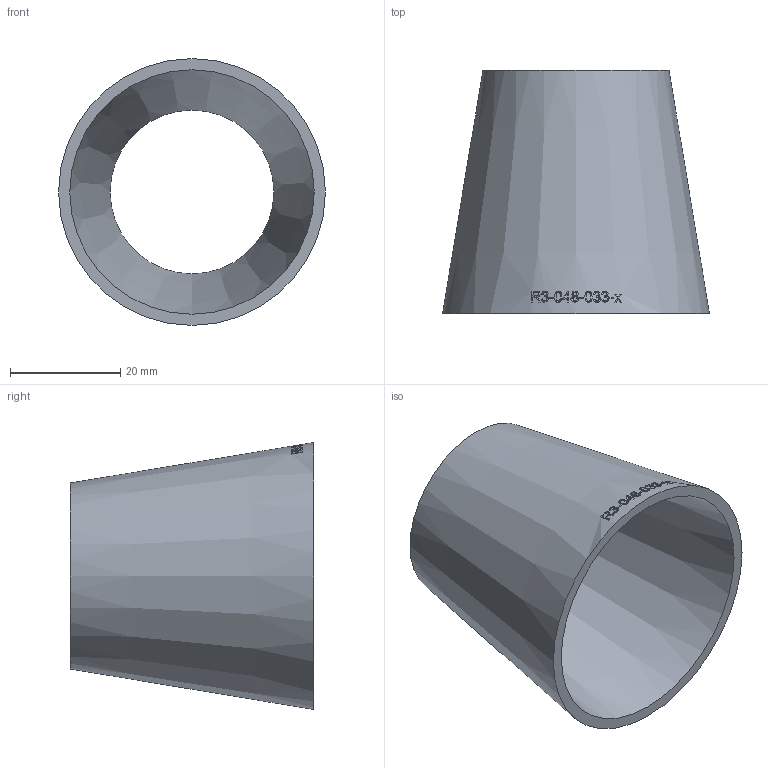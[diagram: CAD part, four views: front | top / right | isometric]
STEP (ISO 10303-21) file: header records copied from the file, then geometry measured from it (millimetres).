
FILE_DESCRIPTION (( 'STEP AP214' ), '1' );
FILE_NAME ('R3-048-033-x Reduzierung L=3(D-d) 2007.STEP', '2020-08-03T09:54:42', ( '' ), ( '' ), 'SwSTEP 2.0', 'SolidWorks 2019', '' );
FILE_SCHEMA (( 'AUTOMOTIVE_DESIGN' ));
Length unit declared in the file: millimetre
Products named in the file (1): R3-048-033-x Reduzierung L=3(D-d) 2007
Bounding box: 48.3 x 44 x 48.3 mm (x, y, z)
Volume: 10923.7 mm3; surface area: 11421.7 mm2
Topology: 1 solids, 1 shells, 169 faces, 447 edges, 298 vertices
Faces by surface type: bspline 147, cone 20, plane 2
Entity records: 17446 total; most frequent: CARTESIAN_POINT 12780, ORIENTED_EDGE 890, EDGE_CURVE 445, B_SPLINE_CURVE_WITH_KNOTS 441, VERTEX_POINT 298, EDGE_LOOP 191, ADVANCED_FACE 169, FACE_OUTER_BOUND 169
